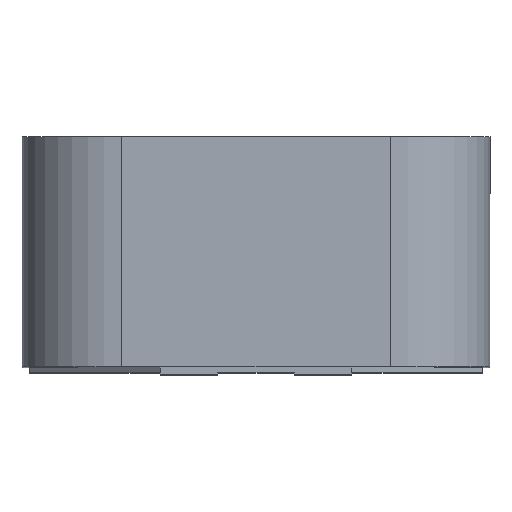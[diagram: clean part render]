
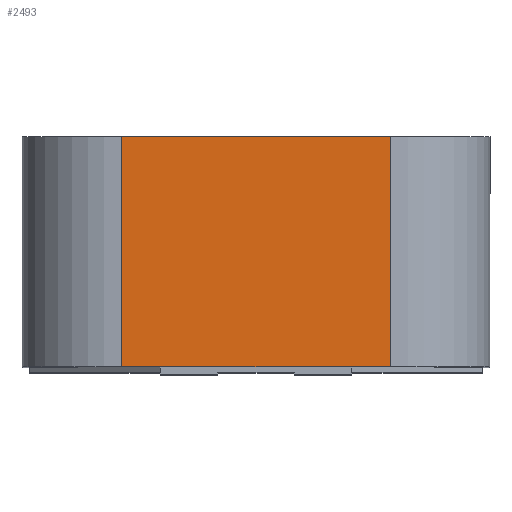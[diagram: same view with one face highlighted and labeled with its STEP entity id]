
A CAD part, top view. The second image highlights one B-rep face of the part: STEP entity #2493.
In plain terms, the highlighted planar face has unit normal (0, 0, 1).
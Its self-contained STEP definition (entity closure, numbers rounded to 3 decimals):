
#565 = AXIS2_PLACEMENT_3D ( 'NONE', #3948, #3949, #3950 ) ;
#712 = VECTOR ( 'NONE', #5327, 1000. ) ;
#726 = VECTOR ( 'NONE', #5410, 1000. ) ;
#768 = VECTOR ( 'NONE', #6164, 1000. ) ;
#855 = VECTOR ( 'NONE', #10339, 1000. ) ;
#1298 = ORIENTED_EDGE ( 'NONE', *, *, #5811, .F. ) ;
#1299 = ORIENTED_EDGE ( 'NONE', *, *, #5684, .F. ) ;
#1300 = ORIENTED_EDGE ( 'NONE', *, *, #5732, .T. ) ;
#1301 = ORIENTED_EDGE ( 'NONE', *, *, #5696, .F. ) ;
#2493 = ADVANCED_FACE ( 'NONE', ( #9363 ), #3947, .F. ) ;
#3332 = EDGE_LOOP ( 'NONE', ( #1299, #1301, #1298, #1300 ) ) ;
#3947 = PLANE ( 'NONE',  #565 ) ;
#3948 = CARTESIAN_POINT ( 'NONE',  ( -6.1, 6., 6.1 ) ) ;
#3949 = DIRECTION ( 'NONE',  ( 0., 0., -1. ) ) ;
#3950 = DIRECTION ( 'NONE',  ( -1., 0., 0. ) ) ;
#4302 = LINE ( 'NONE', #5326, #712 ) ;
#5326 = CARTESIAN_POINT ( 'NONE',  ( 3.5, 6., 6.1 ) ) ;
#5327 = DIRECTION ( 'NONE',  ( 0., -1., 0. ) ) ;
#5409 = CARTESIAN_POINT ( 'NONE',  ( -6.1, 6., 6.1 ) ) ;
#5410 = DIRECTION ( 'NONE',  ( 1., 0., 0. ) ) ;
#5432 = LINE ( 'NONE', #5409, #726 ) ;
#5490 = LINE ( 'NONE', #6163, #768 ) ;
#5684 = EDGE_CURVE ( 'NONE', #13098, #6229, #4302, .T. ) ;
#5696 = EDGE_CURVE ( 'NONE', #12976, #13098, #5432, .T. ) ;
#5732 = EDGE_CURVE ( 'NONE', #13047, #6229, #5490, .T. ) ;
#5811 = EDGE_CURVE ( 'NONE', #13047, #12976, #10013, .T. ) ;
#6163 = CARTESIAN_POINT ( 'NONE',  ( -6.1, 0., 6.1 ) ) ;
#6164 = DIRECTION ( 'NONE',  ( 1., 0., 0. ) ) ;
#6229 = VERTEX_POINT ( 'NONE', #11378 ) ;
#9363 = FACE_OUTER_BOUND ( 'NONE', #3332, .T. ) ;
#10013 = LINE ( 'NONE', #10338, #855 ) ;
#10338 = CARTESIAN_POINT ( 'NONE',  ( -3.5, 6., 6.1 ) ) ;
#10339 = DIRECTION ( 'NONE',  ( 0., 1., 0. ) ) ;
#11378 = CARTESIAN_POINT ( 'NONE',  ( 3.5, 0., 6.1 ) ) ;
#12373 = CARTESIAN_POINT ( 'NONE',  ( -3.5, 6., 6.1 ) ) ;
#12389 = CARTESIAN_POINT ( 'NONE',  ( -3.5, 0., 6.1 ) ) ;
#12399 = CARTESIAN_POINT ( 'NONE',  ( 3.5, 6., 6.1 ) ) ;
#12976 = VERTEX_POINT ( 'NONE', #12373 ) ;
#13047 = VERTEX_POINT ( 'NONE', #12389 ) ;
#13098 = VERTEX_POINT ( 'NONE', #12399 ) ;
